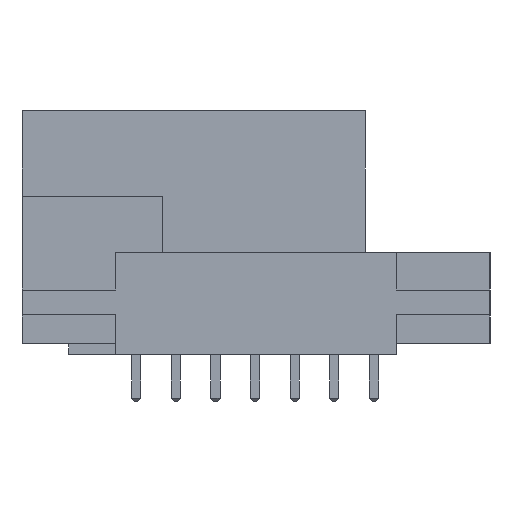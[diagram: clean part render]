
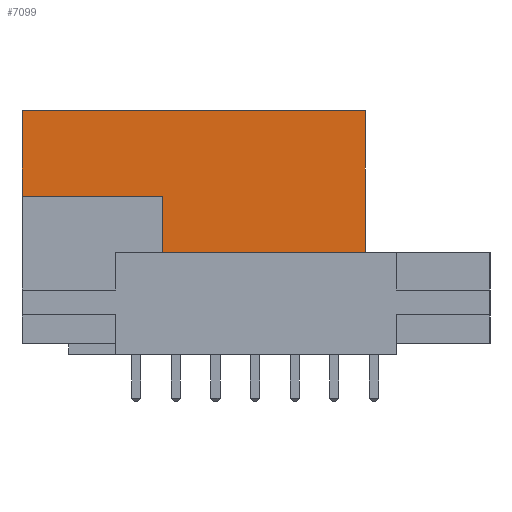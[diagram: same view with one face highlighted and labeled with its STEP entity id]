
A CAD part, left-side view. The second image highlights one B-rep face of the part: STEP entity #7099.
In plain terms, the highlighted planar face has unit normal (-1, 0, 0).
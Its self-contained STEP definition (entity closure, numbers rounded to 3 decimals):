
#1555 = PLANE('',#1556);
#1556 = AXIS2_PLACEMENT_3D('',#1557,#1558,#1559);
#1557 = CARTESIAN_POINT('',(6.,30.,0.));
#1558 = DIRECTION('',(0.,1.,0.));
#1559 = DIRECTION('',(0.,0.,1.));
#1639 = PLANE('',#1640);
#1640 = AXIS2_PLACEMENT_3D('',#1641,#1642,#1643);
#1641 = CARTESIAN_POINT('',(0.,6.,6.54));
#1642 = DIRECTION('',(0.,0.,1.));
#1643 = DIRECTION('',(1.,0.,0.));
#4043 = VERTEX_POINT('',#4044);
#4044 = CARTESIAN_POINT('',(32.,30.,6.54));
#4065 = EDGE_CURVE('',#4043,#4066,#4068,.T.);
#4066 = VERTEX_POINT('',#4067);
#4067 = CARTESIAN_POINT('',(32.,30.,15.64));
#4068 = SURFACE_CURVE('',#4069,(#4073,#4080),.PCURVE_S1.);
#4069 = LINE('',#4070,#4071);
#4070 = CARTESIAN_POINT('',(32.,30.,6.54));
#4071 = VECTOR('',#4072,1.);
#4072 = DIRECTION('',(0.,0.,1.));
#4073 = PCURVE('',#1555,#4074);
#4074 = DEFINITIONAL_REPRESENTATION('',(#4075),#4079);
#4075 = LINE('',#4076,#4077);
#4076 = CARTESIAN_POINT('',(6.54,26.));
#4077 = VECTOR('',#4078,1.);
#4078 = DIRECTION('',(1.,0.));
#4079 = ( GEOMETRIC_REPRESENTATION_CONTEXT(2) 
PARAMETRIC_REPRESENTATION_CONTEXT() REPRESENTATION_CONTEXT('2D SPACE',''
  ) );
#4080 = PCURVE('',#4081,#4086);
#4081 = PLANE('',#4082);
#4082 = AXIS2_PLACEMENT_3D('',#4083,#4084,#4085);
#4083 = CARTESIAN_POINT('',(32.,30.,6.54));
#4084 = DIRECTION('',(1.,0.,0.));
#4085 = DIRECTION('',(0.,-1.,0.));
#4086 = DEFINITIONAL_REPRESENTATION('',(#4087),#4091);
#4087 = LINE('',#4088,#4089);
#4088 = CARTESIAN_POINT('',(0.,0.));
#4089 = VECTOR('',#4090,1.);
#4090 = DIRECTION('',(0.,-1.));
#4091 = ( GEOMETRIC_REPRESENTATION_CONTEXT(2) 
PARAMETRIC_REPRESENTATION_CONTEXT() REPRESENTATION_CONTEXT('2D SPACE',''
  ) );
#4109 = PLANE('',#4110);
#4110 = AXIS2_PLACEMENT_3D('',#4111,#4112,#4113);
#4111 = CARTESIAN_POINT('',(56.,30.,15.64));
#4112 = DIRECTION('',(0.,0.,-1.));
#4113 = DIRECTION('',(-1.,0.,0.));
#4604 = VERTEX_POINT('',#4605);
#4605 = CARTESIAN_POINT('',(32.,8.,6.54));
#4619 = PLANE('',#4620);
#4620 = AXIS2_PLACEMENT_3D('',#4621,#4622,#4623);
#4621 = CARTESIAN_POINT('',(32.,8.,6.54));
#4622 = DIRECTION('',(0.,1.,0.));
#4623 = DIRECTION('',(1.,0.,0.));
#4631 = EDGE_CURVE('',#4043,#4604,#4632,.T.);
#4632 = SURFACE_CURVE('',#4633,(#4637,#4644),.PCURVE_S1.);
#4633 = LINE('',#4634,#4635);
#4634 = CARTESIAN_POINT('',(32.,30.,6.54));
#4635 = VECTOR('',#4636,1.);
#4636 = DIRECTION('',(0.,-1.,0.));
#4637 = PCURVE('',#1639,#4638);
#4638 = DEFINITIONAL_REPRESENTATION('',(#4639),#4643);
#4639 = LINE('',#4640,#4641);
#4640 = CARTESIAN_POINT('',(32.,24.));
#4641 = VECTOR('',#4642,1.);
#4642 = DIRECTION('',(0.,-1.));
#4643 = ( GEOMETRIC_REPRESENTATION_CONTEXT(2) 
PARAMETRIC_REPRESENTATION_CONTEXT() REPRESENTATION_CONTEXT('2D SPACE',''
  ) );
#4644 = PCURVE('',#4081,#4645);
#4645 = DEFINITIONAL_REPRESENTATION('',(#4646),#4650);
#4646 = LINE('',#4647,#4648);
#4647 = CARTESIAN_POINT('',(0.,0.));
#4648 = VECTOR('',#4649,1.);
#4649 = DIRECTION('',(1.,0.));
#4650 = ( GEOMETRIC_REPRESENTATION_CONTEXT(2) 
PARAMETRIC_REPRESENTATION_CONTEXT() REPRESENTATION_CONTEXT('2D SPACE',''
  ) );
#7055 = EDGE_CURVE('',#4066,#7056,#7058,.T.);
#7056 = VERTEX_POINT('',#7057);
#7057 = CARTESIAN_POINT('',(32.,8.,15.64));
#7058 = SURFACE_CURVE('',#7059,(#7063,#7070),.PCURVE_S1.);
#7059 = LINE('',#7060,#7061);
#7060 = CARTESIAN_POINT('',(32.,30.,15.64));
#7061 = VECTOR('',#7062,1.);
#7062 = DIRECTION('',(0.,-1.,0.));
#7063 = PCURVE('',#4109,#7064);
#7064 = DEFINITIONAL_REPRESENTATION('',(#7065),#7069);
#7065 = LINE('',#7066,#7067);
#7066 = CARTESIAN_POINT('',(24.,0.));
#7067 = VECTOR('',#7068,1.);
#7068 = DIRECTION('',(0.,-1.));
#7069 = ( GEOMETRIC_REPRESENTATION_CONTEXT(2) 
PARAMETRIC_REPRESENTATION_CONTEXT() REPRESENTATION_CONTEXT('2D SPACE',''
  ) );
#7070 = PCURVE('',#4081,#7071);
#7071 = DEFINITIONAL_REPRESENTATION('',(#7072),#7076);
#7072 = LINE('',#7073,#7074);
#7073 = CARTESIAN_POINT('',(0.,-9.1));
#7074 = VECTOR('',#7075,1.);
#7075 = DIRECTION('',(1.,0.));
#7076 = ( GEOMETRIC_REPRESENTATION_CONTEXT(2) 
PARAMETRIC_REPRESENTATION_CONTEXT() REPRESENTATION_CONTEXT('2D SPACE',''
  ) );
#7099 = ADVANCED_FACE('',(#7100),#4081,.F.);
#7100 = FACE_BOUND('',#7101,.F.);
#7101 = EDGE_LOOP('',(#7102,#7103,#7104,#7125));
#7102 = ORIENTED_EDGE('',*,*,#4065,.T.);
#7103 = ORIENTED_EDGE('',*,*,#7055,.T.);
#7104 = ORIENTED_EDGE('',*,*,#7105,.F.);
#7105 = EDGE_CURVE('',#4604,#7056,#7106,.T.);
#7106 = SURFACE_CURVE('',#7107,(#7111,#7118),.PCURVE_S1.);
#7107 = LINE('',#7108,#7109);
#7108 = CARTESIAN_POINT('',(32.,8.,6.54));
#7109 = VECTOR('',#7110,1.);
#7110 = DIRECTION('',(0.,0.,1.));
#7111 = PCURVE('',#4081,#7112);
#7112 = DEFINITIONAL_REPRESENTATION('',(#7113),#7117);
#7113 = LINE('',#7114,#7115);
#7114 = CARTESIAN_POINT('',(22.,0.));
#7115 = VECTOR('',#7116,1.);
#7116 = DIRECTION('',(0.,-1.));
#7117 = ( GEOMETRIC_REPRESENTATION_CONTEXT(2) 
PARAMETRIC_REPRESENTATION_CONTEXT() REPRESENTATION_CONTEXT('2D SPACE',''
  ) );
#7118 = PCURVE('',#4619,#7119);
#7119 = DEFINITIONAL_REPRESENTATION('',(#7120),#7124);
#7120 = LINE('',#7121,#7122);
#7121 = CARTESIAN_POINT('',(0.,0.));
#7122 = VECTOR('',#7123,1.);
#7123 = DIRECTION('',(0.,-1.));
#7124 = ( GEOMETRIC_REPRESENTATION_CONTEXT(2) 
PARAMETRIC_REPRESENTATION_CONTEXT() REPRESENTATION_CONTEXT('2D SPACE',''
  ) );
#7125 = ORIENTED_EDGE('',*,*,#4631,.F.);
